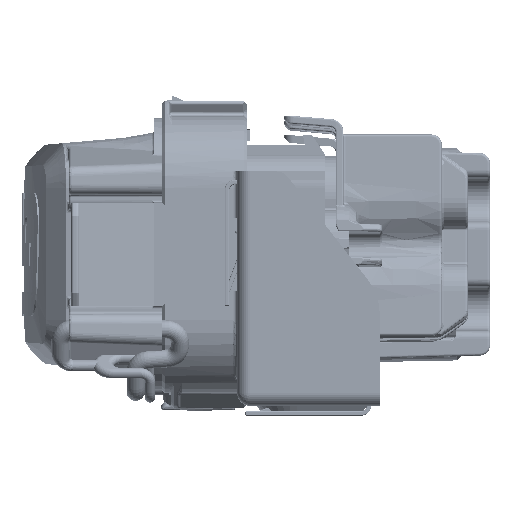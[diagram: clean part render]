
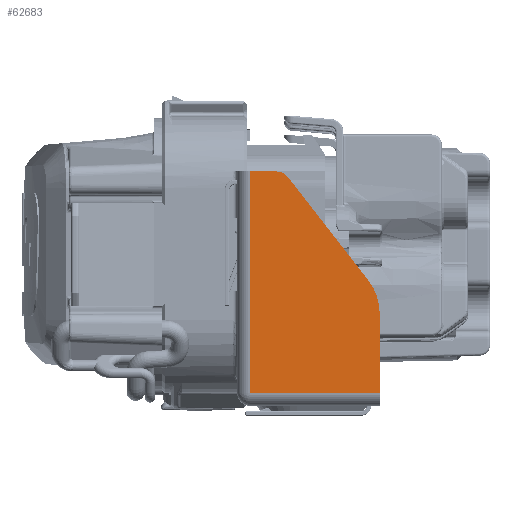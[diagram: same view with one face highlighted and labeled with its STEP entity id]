
A CAD part, left-side view. The second image highlights one B-rep face of the part: STEP entity #62683.
In plain terms, the highlighted planar face has unit normal (-1, 0, 0).
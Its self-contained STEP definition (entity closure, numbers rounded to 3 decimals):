
#15760=DIRECTION('',(0.,0.,1.));
#15761=VECTOR('',#15760,15.5);
#15762=CARTESIAN_POINT('',(-81.5,-36.,-26.75));
#15763=LINE('',#15762,#15761);
#15816=DIRECTION('',(0.,0.,1.));
#15817=VECTOR('',#15816,42.75);
#15818=CARTESIAN_POINT('',(-81.5,-11.,-26.75));
#15819=LINE('',#15818,#15817);
#15820=CARTESIAN_POINT('',(-81.5,-16.,13.));
#15821=DIRECTION('',(1.,0.,0.));
#15822=DIRECTION('',(0.,0.,1.));
#15823=AXIS2_PLACEMENT_3D('',#15820,#15821,#15822);
#15825=DIRECTION('',(0.,-0.614,-0.789));
#15826=VECTOR('',#15825,25.28);
#15827=CARTESIAN_POINT('',(-81.5,-18.368,14.842));
#15828=LINE('',#15827,#15826);
#15829=CARTESIAN_POINT('',(-81.5,-26.,-11.25));
#15830=DIRECTION('',(1.,0.,0.));
#15831=DIRECTION('',(0.,-0.789,0.614));
#15832=AXIS2_PLACEMENT_3D('',#15829,#15830,#15831);
#15834=DIRECTION('',(0.,-1.,0.));
#15835=VECTOR('',#15834,25.);
#15836=CARTESIAN_POINT('',(-81.5,-11.,-26.75));
#15837=LINE('',#15836,#15835);
#15843=DIRECTION('',(0.,1.,0.));
#15844=VECTOR('',#15843,5.);
#15845=CARTESIAN_POINT('',(-81.5,-16.,16.));
#15846=LINE('',#15845,#15844);
#35583=CARTESIAN_POINT('',(-81.5,-18.368,14.842));
#35584=CARTESIAN_POINT('',(-81.5,-33.892,-5.109));
#35585=VERTEX_POINT('',#35583);
#35586=VERTEX_POINT('',#35584);
#35587=CARTESIAN_POINT('',(-81.5,-16.,16.));
#35588=VERTEX_POINT('',#35587);
#35589=CARTESIAN_POINT('',(-81.5,-36.,-11.25));
#35590=VERTEX_POINT('',#35589);
#35599=CARTESIAN_POINT('',(-81.5,-36.,-26.75));
#35601=VERTEX_POINT('',#35599);
#35606=CARTESIAN_POINT('',(-81.5,-11.,16.));
#35608=VERTEX_POINT('',#35606);
#35609=CARTESIAN_POINT('',(-81.5,-11.,-26.75));
#35610=VERTEX_POINT('',#35609);
#62664=CARTESIAN_POINT('',(-81.5,-36.,-29.25));
#62665=DIRECTION('',(1.,0.,0.));
#62666=DIRECTION('',(0.,0.,1.));
#62667=AXIS2_PLACEMENT_3D('',#62664,#62665,#62666);
#62668=PLANE('',#62667);
#62670=ORIENTED_EDGE('',*,*,#62669,.T.);
#62672=ORIENTED_EDGE('',*,*,#62671,.F.);
#62674=ORIENTED_EDGE('',*,*,#62673,.T.);
#62676=ORIENTED_EDGE('',*,*,#62675,.T.);
#62678=ORIENTED_EDGE('',*,*,#62677,.T.);
#62679=ORIENTED_EDGE('',*,*,#62527,.F.);
#62680=ORIENTED_EDGE('',*,*,#62656,.F.);
#62681=EDGE_LOOP('',(#62670,#62672,#62674,#62676,#62678,#62679,#62680));
#62682=FACE_OUTER_BOUND('',#62681,.F.);
#62683=ADVANCED_FACE('',(#62682),#62668,.F.);
#15824=CIRCLE('',#15823,3.);
#15833=CIRCLE('',#15832,10.);
#62527=EDGE_CURVE('',#35601,#35590,#15763,.T.);
#62656=EDGE_CURVE('',#35610,#35601,#15837,.T.);
#62669=EDGE_CURVE('',#35610,#35608,#15819,.T.);
#62671=EDGE_CURVE('',#35588,#35608,#15846,.T.);
#62673=EDGE_CURVE('',#35588,#35585,#15824,.T.);
#62675=EDGE_CURVE('',#35585,#35586,#15828,.T.);
#62677=EDGE_CURVE('',#35586,#35590,#15833,.T.);
